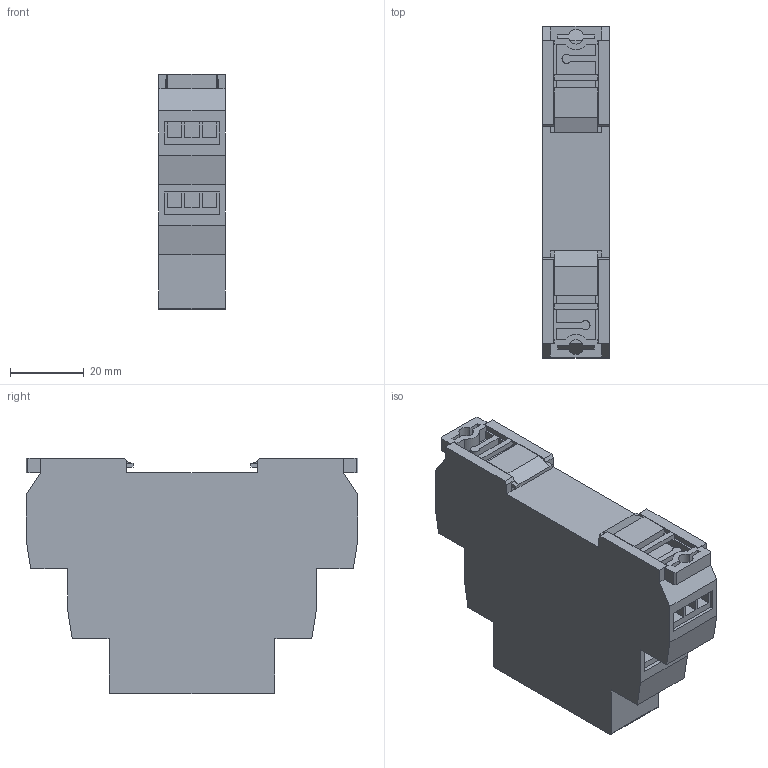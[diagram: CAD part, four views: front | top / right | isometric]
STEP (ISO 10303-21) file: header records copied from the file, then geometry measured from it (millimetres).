
FILE_DESCRIPTION (( 'STEP AP203' ), '1' );
FILE_NAME ('8.STEP', '2022-04-21T13:16:22', ( '' ), ( '' ), 'SwSTEP 2.0', 'SolidWorks 2017', '' );
FILE_SCHEMA (( 'CONFIG_CONTROL_DESIGN' ));
Length unit declared in the file: millimetre
Products named in the file (1): 8
Bounding box: 18 x 90 x 64 mm (x, y, z)
Volume: 77084.6 mm3; surface area: 18029.1 mm2
Topology: 1 solids, 2 shells, 480 faces, 1309 edges, 850 vertices
Faces by surface type: plane 435, cylinder 33, bspline 12
Entity records: 15692 total; most frequent: CARTESIAN_POINT 3452, ORIENTED_EDGE 2618, DIRECTION 2331, EDGE_CURVE 1309, LINE 1177, VECTOR 1177, VERTEX_POINT 850, AXIS2_PLACEMENT_3D 577
